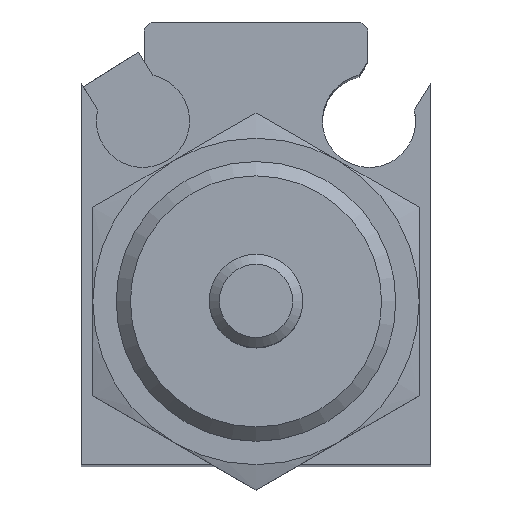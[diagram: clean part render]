
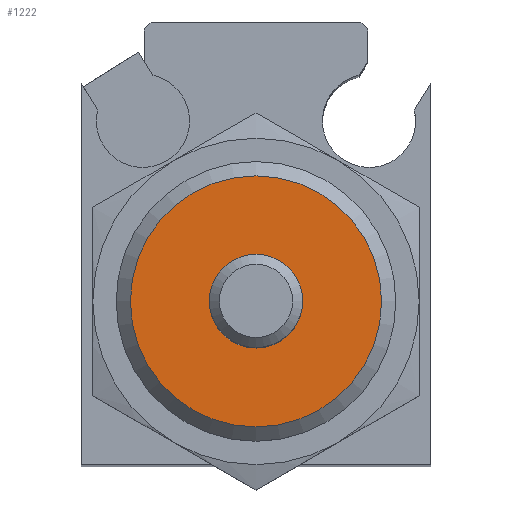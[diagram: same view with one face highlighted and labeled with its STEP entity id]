
A CAD part, top view. The second image highlights one B-rep face of the part: STEP entity #1222.
In plain terms, the highlighted planar face has unit normal (0, 0, 1).
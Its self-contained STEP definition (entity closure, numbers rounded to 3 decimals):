
#95=FACE_BOUND('',#331,.T.);
#142=CIRCLE('',#1399,5.387);
#143=CIRCLE('',#1400,2.);
#239=FACE_OUTER_BOUND('',#330,.T.);
#330=EDGE_LOOP('',(#1053));
#331=EDGE_LOOP('',(#1054));
#597=VERTEX_POINT('',#2215);
#598=VERTEX_POINT('',#2217);
#751=EDGE_CURVE('',#597,#597,#142,.T.);
#752=EDGE_CURVE('',#598,#598,#143,.F.);
#1053=ORIENTED_EDGE('',*,*,#751,.F.);
#1054=ORIENTED_EDGE('',*,*,#752,.F.);
#1130=PLANE('',#1398);
#1222=ADVANCED_FACE('',(#239,#95),#1130,.F.);
#1398=AXIS2_PLACEMENT_3D('',#2214,#1730,#1731);
#1399=AXIS2_PLACEMENT_3D('',#2216,#1732,#1733);
#1400=AXIS2_PLACEMENT_3D('',#2218,#1734,#1735);
#1730=DIRECTION('center_axis',(0.,0.,-1.));
#1731=DIRECTION('ref_axis',(-1.,0.,0.));
#1732=DIRECTION('center_axis',(0.,0.,-1.));
#1733=DIRECTION('ref_axis',(-1.,0.,0.));
#1734=DIRECTION('center_axis',(0.,0.,-1.));
#1735=DIRECTION('ref_axis',(-1.,0.,0.));
#2214=CARTESIAN_POINT('Origin',(0.,0.,52.5));
#2215=CARTESIAN_POINT('',(5.387,0.,52.5));
#2216=CARTESIAN_POINT('Origin',(0.,0.,52.5));
#2217=CARTESIAN_POINT('',(2.,0.,52.5));
#2218=CARTESIAN_POINT('Origin',(0.,0.,52.5));
